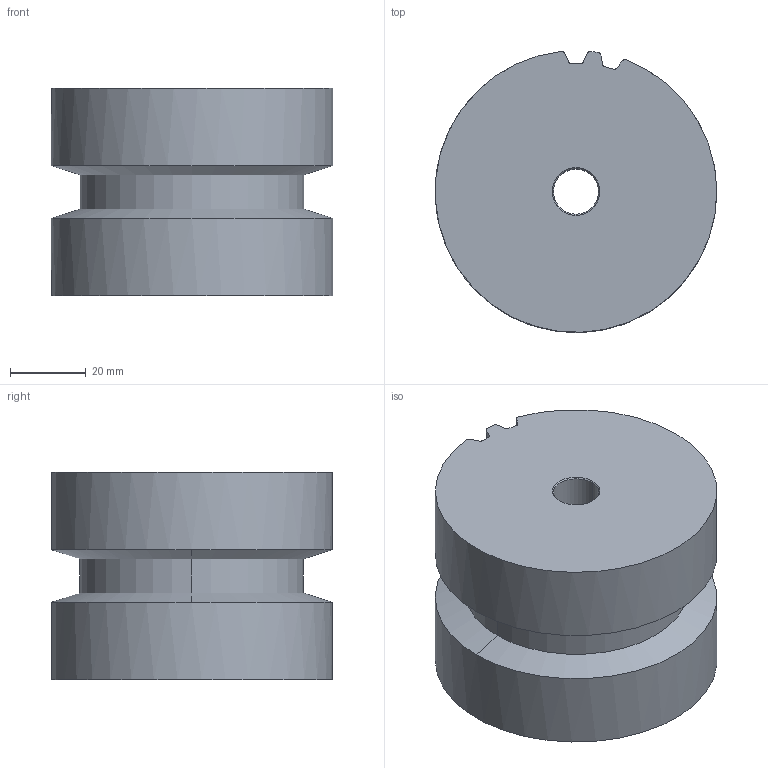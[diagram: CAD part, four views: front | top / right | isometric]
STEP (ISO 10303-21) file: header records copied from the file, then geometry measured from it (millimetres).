
FILE_DESCRIPTION((''),'2;1');
FILE_NAME('AL55TK10K13_24-0_NOHUB_D-12H7','2016-01-12T',('SYSTEM'),(''),'PRO/ENGINEER BY PARAMETRIC TECHNOLOGY CORPORATION, 2015110','PRO/ENGINEER BY PARAMETRIC TECHNOLOGY CORPORATION, 2015110','');
FILE_SCHEMA(('AUTOMOTIVE_DESIGN { 1 0 10303 214 1 1 1 1 }'));
Length unit declared in the file: millimetre
Products named in the file (1): AL55TK10K13_24-0_NOHUB_D-12H7
Bounding box: 74.55 x 74.36 x 55 mm (x, y, z)
Volume: 213693 mm3; surface area: 25440.7 mm2
Topology: 1 solids, 1 shells, 46 faces, 124 edges, 80 vertices
Faces by surface type: cylinder 24, plane 14, cone 8
Entity records: 1726 total; most frequent: CARTESIAN_POINT 354, ORIENTED_EDGE 248, DIRECTION 228, EDGE_CURVE 124, AXIS2_PLACEMENT_3D 86, VERTEX_POINT 80, VECTOR 56, LINE 56
